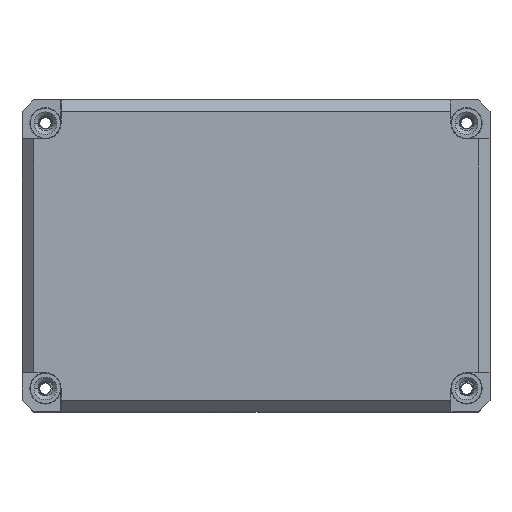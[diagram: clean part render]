
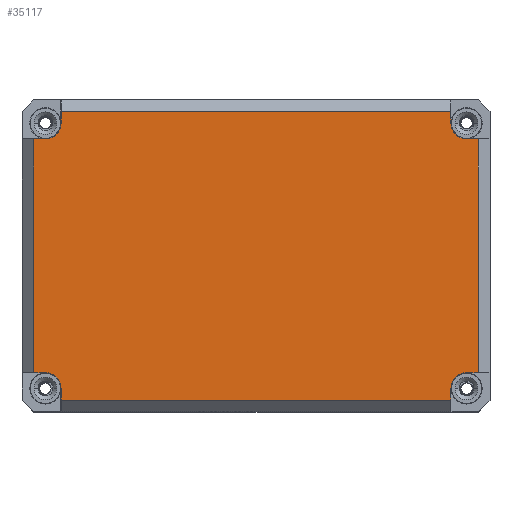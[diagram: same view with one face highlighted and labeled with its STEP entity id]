
A CAD part, top view. The second image highlights one B-rep face of the part: STEP entity #35117.
In plain terms, the highlighted planar face has unit normal (0, 0, 1).
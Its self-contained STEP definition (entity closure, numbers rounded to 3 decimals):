
#30053=DIRECTION('',(0.,1.,0.));
#30054=VECTOR('',#30053,59.948);
#30055=CARTESIAN_POINT('',(57.,-29.974,15.));
#30056=LINE('',#30055,#30054);
#30061=DIRECTION('',(0.,1.,0.));
#30062=VECTOR('',#30061,3.);
#30063=CARTESIAN_POINT('',(-49.974,-37.,15.));
#30064=LINE('',#30063,#30062);
#30065=CARTESIAN_POINT('',(-54.,-34.,15.));
#30066=DIRECTION('',(0.,0.,1.));
#30067=DIRECTION('',(1.,0.,0.));
#30068=AXIS2_PLACEMENT_3D('',#30065,#30066,#30067);
#30070=DIRECTION('',(1.,0.,0.));
#30071=VECTOR('',#30070,3.);
#30072=CARTESIAN_POINT('',(-57.,-29.974,15.));
#30073=LINE('',#30072,#30071);
#30074=DIRECTION('',(1.,0.,0.));
#30075=VECTOR('',#30074,3.);
#30076=CARTESIAN_POINT('',(-57.,29.974,15.));
#30077=LINE('',#30076,#30075);
#30078=CARTESIAN_POINT('',(-54.,34.,15.));
#30079=DIRECTION('',(0.,0.,1.));
#30080=DIRECTION('',(0.,-1.,0.));
#30081=AXIS2_PLACEMENT_3D('',#30078,#30079,#30080);
#30083=DIRECTION('',(0.,-1.,0.));
#30084=VECTOR('',#30083,3.);
#30085=CARTESIAN_POINT('',(-49.974,37.,15.));
#30086=LINE('',#30085,#30084);
#30087=DIRECTION('',(1.,0.,0.));
#30088=VECTOR('',#30087,99.948);
#30089=CARTESIAN_POINT('',(-49.974,37.,15.));
#30090=LINE('',#30089,#30088);
#30091=DIRECTION('',(0.,-1.,0.));
#30092=VECTOR('',#30091,3.);
#30093=CARTESIAN_POINT('',(49.974,37.,15.));
#30094=LINE('',#30093,#30092);
#30095=CARTESIAN_POINT('',(54.,34.,15.));
#30096=DIRECTION('',(0.,0.,1.));
#30097=DIRECTION('',(-1.,0.,0.));
#30098=AXIS2_PLACEMENT_3D('',#30095,#30096,#30097);
#30100=DIRECTION('',(-1.,0.,0.));
#30101=VECTOR('',#30100,3.);
#30102=CARTESIAN_POINT('',(57.,29.974,15.));
#30103=LINE('',#30102,#30101);
#30104=DIRECTION('',(-1.,0.,0.));
#30105=VECTOR('',#30104,3.);
#30106=CARTESIAN_POINT('',(57.,-29.974,15.));
#30107=LINE('',#30106,#30105);
#30108=CARTESIAN_POINT('',(54.,-34.,15.));
#30109=DIRECTION('',(0.,0.,1.));
#30110=DIRECTION('',(0.,1.,0.));
#30111=AXIS2_PLACEMENT_3D('',#30108,#30109,#30110);
#30113=DIRECTION('',(0.,1.,0.));
#30114=VECTOR('',#30113,3.);
#30115=CARTESIAN_POINT('',(49.974,-37.,15.));
#30116=LINE('',#30115,#30114);
#30121=DIRECTION('',(1.,0.,0.));
#30122=VECTOR('',#30121,99.948);
#30123=CARTESIAN_POINT('',(-49.974,-37.,15.));
#30124=LINE('',#30123,#30122);
#30171=DIRECTION('',(0.,-1.,0.));
#30172=VECTOR('',#30171,59.948);
#30173=CARTESIAN_POINT('',(-57.,29.974,15.));
#30174=LINE('',#30173,#30172);
#33473=CARTESIAN_POINT('',(49.974,37.,15.));
#33474=CARTESIAN_POINT('',(49.974,34.,15.));
#33475=VERTEX_POINT('',#33473);
#33476=VERTEX_POINT('',#33474);
#33477=CARTESIAN_POINT('',(54.,29.974,15.));
#33478=VERTEX_POINT('',#33477);
#33479=CARTESIAN_POINT('',(57.,29.974,15.));
#33480=VERTEX_POINT('',#33479);
#33481=CARTESIAN_POINT('',(-54.,29.974,15.));
#33482=CARTESIAN_POINT('',(-49.974,34.,15.));
#33483=VERTEX_POINT('',#33481);
#33484=VERTEX_POINT('',#33482);
#33485=CARTESIAN_POINT('',(-49.974,37.,15.));
#33486=VERTEX_POINT('',#33485);
#33487=CARTESIAN_POINT('',(-57.,29.974,15.));
#33488=VERTEX_POINT('',#33487);
#33489=CARTESIAN_POINT('',(57.,-29.974,15.));
#33490=CARTESIAN_POINT('',(54.,-29.974,15.));
#33491=VERTEX_POINT('',#33489);
#33492=VERTEX_POINT('',#33490);
#33493=CARTESIAN_POINT('',(49.974,-34.,15.));
#33494=VERTEX_POINT('',#33493);
#33495=CARTESIAN_POINT('',(49.974,-37.,15.));
#33496=VERTEX_POINT('',#33495);
#33497=CARTESIAN_POINT('',(-57.,-29.974,15.));
#33498=CARTESIAN_POINT('',(-54.,-29.974,15.));
#33499=VERTEX_POINT('',#33497);
#33500=VERTEX_POINT('',#33498);
#33501=CARTESIAN_POINT('',(-49.974,-37.,15.));
#33502=CARTESIAN_POINT('',(-49.974,-34.,15.));
#33503=VERTEX_POINT('',#33501);
#33504=VERTEX_POINT('',#33502);
#35084=CARTESIAN_POINT('',(0.,0.,15.));
#35085=DIRECTION('',(0.,0.,1.));
#35086=DIRECTION('',(1.,0.,0.));
#35087=AXIS2_PLACEMENT_3D('',#35084,#35085,#35086);
#35088=PLANE('',#35087);
#35090=ORIENTED_EDGE('',*,*,#35089,.F.);
#35092=ORIENTED_EDGE('',*,*,#35091,.T.);
#35093=ORIENTED_EDGE('',*,*,#34801,.T.);
#35095=ORIENTED_EDGE('',*,*,#35094,.F.);
#35097=ORIENTED_EDGE('',*,*,#35096,.F.);
#35099=ORIENTED_EDGE('',*,*,#35098,.T.);
#35100=ORIENTED_EDGE('',*,*,#34946,.T.);
#35101=ORIENTED_EDGE('',*,*,#34989,.F.);
#35102=ORIENTED_EDGE('',*,*,#35004,.T.);
#35104=ORIENTED_EDGE('',*,*,#35103,.T.);
#35106=ORIENTED_EDGE('',*,*,#35105,.T.);
#35107=ORIENTED_EDGE('',*,*,#35077,.F.);
#35108=ORIENTED_EDGE('',*,*,#35065,.F.);
#35110=ORIENTED_EDGE('',*,*,#35109,.T.);
#35112=ORIENTED_EDGE('',*,*,#35111,.T.);
#35114=ORIENTED_EDGE('',*,*,#35113,.F.);
#35115=EDGE_LOOP('',(#35090,#35092,#35093,#35095,#35097,#35099,#35100,#35101,
#35102,#35104,#35106,#35107,#35108,#35110,#35112,#35114));
#35116=FACE_OUTER_BOUND('',#35115,.F.);
#35117=ADVANCED_FACE('',(#35116),#35088,.T.);
#30069=CIRCLE('',#30068,4.026);
#30082=CIRCLE('',#30081,4.026);
#30099=CIRCLE('',#30098,4.026);
#30112=CIRCLE('',#30111,4.026);
#34801=EDGE_CURVE('',#33504,#33500,#30069,.T.);
#34946=EDGE_CURVE('',#33483,#33484,#30082,.T.);
#34989=EDGE_CURVE('',#33486,#33484,#30086,.T.);
#35004=EDGE_CURVE('',#33486,#33475,#30090,.T.);
#35065=EDGE_CURVE('',#33491,#33480,#30056,.T.);
#35077=EDGE_CURVE('',#33480,#33478,#30103,.T.);
#35089=EDGE_CURVE('',#33503,#33496,#30124,.T.);
#35091=EDGE_CURVE('',#33503,#33504,#30064,.T.);
#35094=EDGE_CURVE('',#33499,#33500,#30073,.T.);
#35096=EDGE_CURVE('',#33488,#33499,#30174,.T.);
#35098=EDGE_CURVE('',#33488,#33483,#30077,.T.);
#35103=EDGE_CURVE('',#33475,#33476,#30094,.T.);
#35105=EDGE_CURVE('',#33476,#33478,#30099,.T.);
#35109=EDGE_CURVE('',#33491,#33492,#30107,.T.);
#35111=EDGE_CURVE('',#33492,#33494,#30112,.T.);
#35113=EDGE_CURVE('',#33496,#33494,#30116,.T.);
